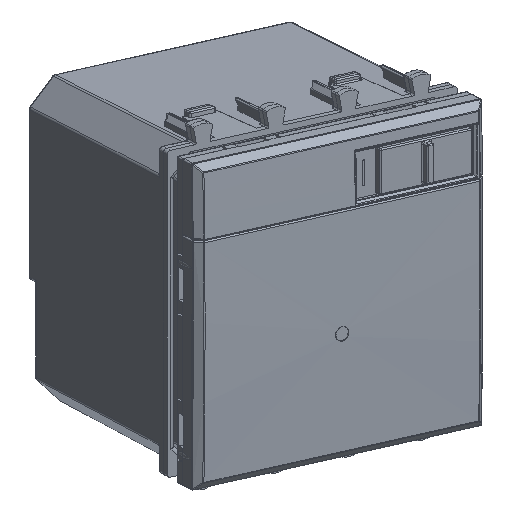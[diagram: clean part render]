
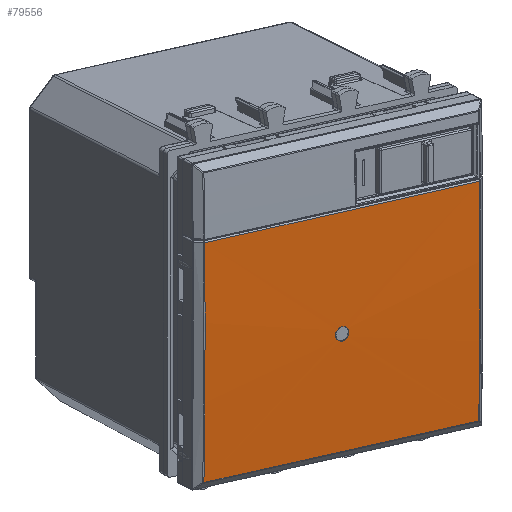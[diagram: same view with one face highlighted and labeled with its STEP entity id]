
A CAD part, top view. The second image highlights one B-rep face of the part: STEP entity #79556.
In plain terms, the highlighted cylindrical face has radius 835.133 mm (diameter 1670.27 mm), a partial arc.
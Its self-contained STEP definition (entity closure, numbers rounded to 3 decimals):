
#78583=CARTESIAN_POINT('Vertex',(11.725,-21.242,7.018)) ;
#78590=CARTESIAN_POINT('Vertex',(11.725,21.242,7.018)) ;
#78593=CARTESIAN_POINT('Line Origine',(11.725,-0.749,7.018)) ;
#79496=CARTESIAN_POINT('Axis2P3D Location',(0.,0.,-828.033)) ;
#79501=CARTESIAN_POINT('Axis2P3D Location',(0.,21.242,-828.033)) ;
#79505=CARTESIAN_POINT('Vertex',(-21.241,21.242,6.83)) ;
#79508=CARTESIAN_POINT('Line Origine',(-21.241,0.,6.83)) ;
#79512=CARTESIAN_POINT('Vertex',(-21.241,-21.242,6.83)) ;
#79515=CARTESIAN_POINT('Axis2P3D Location',(0.,-21.242,-828.033)) ;
#79527=CARTESIAN_POINT('Control Point',(-5.878,-0.479,7.079)) ;
#79528=CARTESIAN_POINT('Control Point',(-5.755,-0.704,7.08)) ;
#79529=CARTESIAN_POINT('Control Point',(-5.56,-0.889,7.082)) ;
#79530=CARTESIAN_POINT('Control Point',(-5.31,-1.004,7.083)) ;
#79531=CARTESIAN_POINT('Control Point',(-4.654,-1.071,7.087)) ;
#79532=CARTESIAN_POINT('Control Point',(-4.1,-0.654,7.09)) ;
#79533=CARTESIAN_POINT('Control Point',(-3.917,-0.257,7.091)) ;
#79534=CARTESIAN_POINT('Control Point',(-3.944,0.153,7.091)) ;
#79535=CARTESIAN_POINT('Control Point',(-4.122,0.479,7.09)) ;
#79536=CARTESIAN_POINT('Vertex',(-5.878,-0.479,7.079)) ;
#79538=CARTESIAN_POINT('Vertex',(-4.122,0.479,7.09)) ;
#79542=CARTESIAN_POINT('Control Point',(-5.878,-0.479,7.079)) ;
#79543=CARTESIAN_POINT('Control Point',(-6.,-0.255,7.078)) ;
#79544=CARTESIAN_POINT('Control Point',(-6.051,0.009,7.078)) ;
#79545=CARTESIAN_POINT('Control Point',(-6.013,0.281,7.078)) ;
#79546=CARTESIAN_POINT('Control Point',(-5.714,0.87,7.081)) ;
#79547=CARTESIAN_POINT('Control Point',(-5.064,1.111,7.085)) ;
#79548=CARTESIAN_POINT('Control Point',(-4.632,1.05,7.087)) ;
#79549=CARTESIAN_POINT('Control Point',(-4.301,0.806,7.089)) ;
#79550=CARTESIAN_POINT('Control Point',(-4.122,0.479,7.09)) ;
#78594=DIRECTION('Vector Direction',(0.,1.,0.)) ;
#79497=DIRECTION('Axis2P3D Direction',(0.,1.,-0.)) ;
#79498=DIRECTION('Axis2P3D XDirection',(-0.027,0.,1.)) ;
#79502=DIRECTION('Axis2P3D Direction',(0.,1.,-0.)) ;
#79509=DIRECTION('Vector Direction',(0.,1.,0.)) ;
#79516=DIRECTION('Axis2P3D Direction',(0.,1.,-0.)) ;
#79499=AXIS2_PLACEMENT_3D('Cylinder Axis2P3D',#79496,#79497,#79498) ;
#79503=AXIS2_PLACEMENT_3D('Circle Axis2P3D',#79501,#79502,$) ;
#79517=AXIS2_PLACEMENT_3D('Circle Axis2P3D',#79515,#79516,$) ;
#79521=ORIENTED_EDGE('',*,*,#79507,.T.) ;
#79522=ORIENTED_EDGE('',*,*,#79514,.T.) ;
#79523=ORIENTED_EDGE('',*,*,#79519,.T.) ;
#79524=ORIENTED_EDGE('',*,*,#78597,.T.) ;
#79553=ORIENTED_EDGE('',*,*,#79540,.F.) ;
#79554=ORIENTED_EDGE('',*,*,#79551,.T.) ;
#79555=FACE_BOUND('',#79552,.T.) ;
#78595=VECTOR('Line Direction',#78594,1.) ;
#79510=VECTOR('Line Direction',#79509,1.) ;
#79556=ADVANCED_FACE('PartBody',(#79525,#79555),#79500,.T.) ;
#79526=B_SPLINE_CURVE_WITH_KNOTS('',5,(#79527,#79528,#79529,#79530,#79531,#79532,#79533,#79534,#79535),.UNSPECIFIED.,.F.,.U.,(6,3,6),(0.,1.809,4.443),.UNSPECIFIED.) ;
#79541=B_SPLINE_CURVE_WITH_KNOTS('',5,(#79542,#79543,#79544,#79545,#79546,#79547,#79548,#79549,#79550),.UNSPECIFIED.,.F.,.U.,(6,3,6),(0.,1.809,4.443),.UNSPECIFIED.) ;
#79504=CIRCLE('generated circle',#79503,835.133) ;
#79518=CIRCLE('generated circle',#79517,835.133) ;
#79500=CYLINDRICAL_SURFACE('generated cylinder',#79499,835.133) ;
#78597=EDGE_CURVE('',#78584,#78591,#78596,.T.) ;
#79507=EDGE_CURVE('',#78591,#79506,#79504,.F.) ;
#79514=EDGE_CURVE('',#79506,#79513,#79511,.F.) ;
#79519=EDGE_CURVE('',#79513,#78584,#79518,.T.) ;
#79540=EDGE_CURVE('',#79537,#79539,#79526,.T.) ;
#79551=EDGE_CURVE('',#79537,#79539,#79541,.T.) ;
#79520=EDGE_LOOP('',(#79521,#79522,#79523,#79524)) ;
#79552=EDGE_LOOP('',(#79553,#79554)) ;
#79525=FACE_OUTER_BOUND('',#79520,.T.) ;
#78596=LINE('Line',#78593,#78595) ;
#79511=LINE('Line',#79508,#79510) ;
#78584=VERTEX_POINT('',#78583) ;
#78591=VERTEX_POINT('',#78590) ;
#79506=VERTEX_POINT('',#79505) ;
#79513=VERTEX_POINT('',#79512) ;
#79537=VERTEX_POINT('',#79536) ;
#79539=VERTEX_POINT('',#79538) ;
